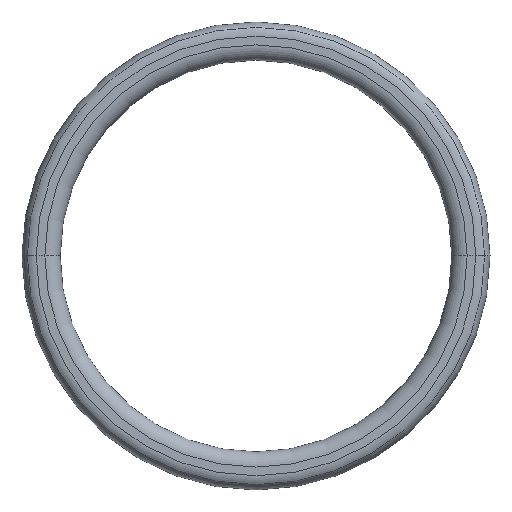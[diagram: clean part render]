
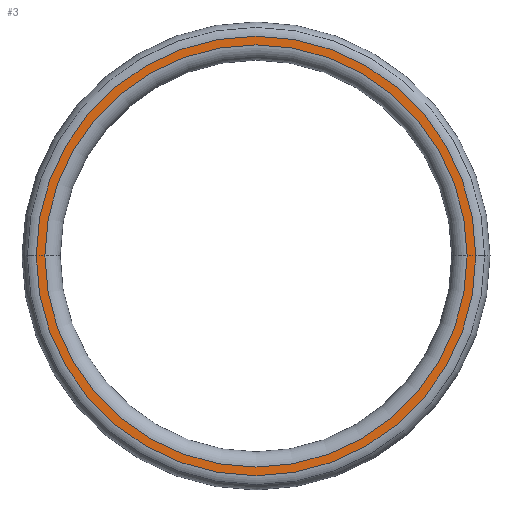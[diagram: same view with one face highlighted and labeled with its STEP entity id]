
A CAD part, top view. The second image highlights one B-rep face of the part: STEP entity #3.
In plain terms, the highlighted planar face has unit normal (0, 0, -1).
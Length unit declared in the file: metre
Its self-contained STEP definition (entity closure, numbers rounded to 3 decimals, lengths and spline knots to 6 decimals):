
#3 = ADVANCED_FACE ( 'NONE', ( #176, #324 ), #352, .T. ) ;
#13 = DIRECTION ( 'NONE',  ( 0., -1., 0. ) ) ;
#14 = DIRECTION ( 'NONE',  ( 0., 0., -1. ) ) ;
#15 = CARTESIAN_POINT ( 'NONE',  ( 0., 0., 0.0324 ) ) ;
#16 = AXIS2_PLACEMENT_3D ( 'NONE', #311, #160, #308 ) ;
#38 = CARTESIAN_POINT ( 'NONE',  ( 0., 0.0083, 0.0324 ) ) ;
#46 = ORIENTED_EDGE ( 'NONE', *, *, #332, .F. ) ;
#53 = DIRECTION ( 'NONE',  ( 0., 0., 1. ) ) ;
#82 = DIRECTION ( 'NONE',  ( 1., 0., 0. ) ) ;
#85 = AXIS2_PLACEMENT_3D ( 'NONE', #15, #168, #202 ) ;
#92 = ORIENTED_EDGE ( 'NONE', *, *, #254, .F. ) ;
#96 = CIRCLE ( 'NONE', #201, 0.00864 ) ;
#100 = CARTESIAN_POINT ( 'NONE',  ( -0.0083, 0., 0.0324 ) ) ;
#120 = CARTESIAN_POINT ( 'NONE',  ( 0., 0., 0.0324 ) ) ;
#141 = CIRCLE ( 'NONE', #16, 0.0083 ) ;
#160 = DIRECTION ( 'NONE',  ( 0., 0., 1. ) ) ;
#163 = CARTESIAN_POINT ( 'NONE',  ( 0., 0., 0.0324 ) ) ;
#168 = DIRECTION ( 'NONE',  ( 0., 0., 1. ) ) ;
#170 = ORIENTED_EDGE ( 'NONE', *, *, #438, .T. ) ;
#176 = FACE_BOUND ( 'NONE', #184, .T. ) ;
#184 = EDGE_LOOP ( 'NONE', ( #170, #283 ) ) ;
#200 = DIRECTION ( 'NONE',  ( 1., 0., 0. ) ) ;
#201 = AXIS2_PLACEMENT_3D ( 'NONE', #120, #53, #82 ) ;
#202 = DIRECTION ( 'NONE',  ( 1., 0., 0. ) ) ;
#207 = VERTEX_POINT ( 'NONE', #301 ) ;
#216 = EDGE_LOOP ( 'NONE', ( #92, #46 ) ) ;
#238 = DIRECTION ( 'NONE',  ( 0., 0., 1. ) ) ;
#254 = EDGE_CURVE ( 'NONE', #207, #357, #96, .T. ) ;
#283 = ORIENTED_EDGE ( 'NONE', *, *, #390, .T. ) ;
#301 = CARTESIAN_POINT ( 'NONE',  ( 0.00864, 0., 0.0324 ) ) ;
#304 = CIRCLE ( 'NONE', #85, 0.00864 ) ;
#308 = DIRECTION ( 'NONE',  ( 1., 0., 0. ) ) ;
#311 = CARTESIAN_POINT ( 'NONE',  ( 0., 0., 0.0324 ) ) ;
#324 = FACE_OUTER_BOUND ( 'NONE', #216, .T. ) ;
#332 = EDGE_CURVE ( 'NONE', #357, #207, #304, .T. ) ;
#339 = CARTESIAN_POINT ( 'NONE',  ( 0.0083, 0., 0.0324 ) ) ;
#349 = AXIS2_PLACEMENT_3D ( 'NONE', #38, #14, #13 ) ;
#352 = PLANE ( 'NONE',  #349 ) ;
#353 = VERTEX_POINT ( 'NONE', #339 ) ;
#357 = VERTEX_POINT ( 'NONE', #377 ) ;
#364 = CIRCLE ( 'NONE', #420, 0.0083 ) ;
#377 = CARTESIAN_POINT ( 'NONE',  ( -0.00864, 0., 0.0324 ) ) ;
#390 = EDGE_CURVE ( 'NONE', #415, #353, #364, .T. ) ;
#415 = VERTEX_POINT ( 'NONE', #100 ) ;
#420 = AXIS2_PLACEMENT_3D ( 'NONE', #163, #238, #200 ) ;
#438 = EDGE_CURVE ( 'NONE', #353, #415, #141, .T. ) ;
